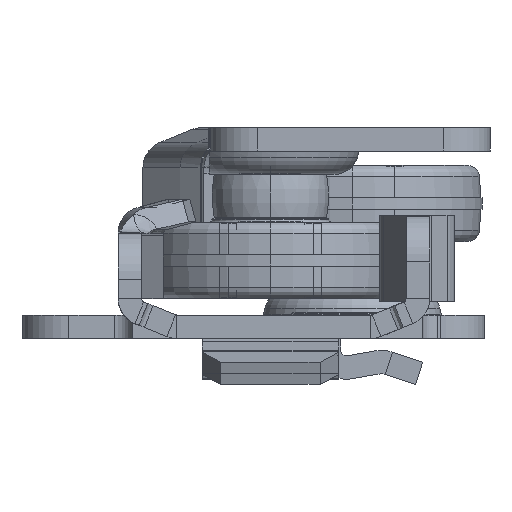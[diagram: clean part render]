
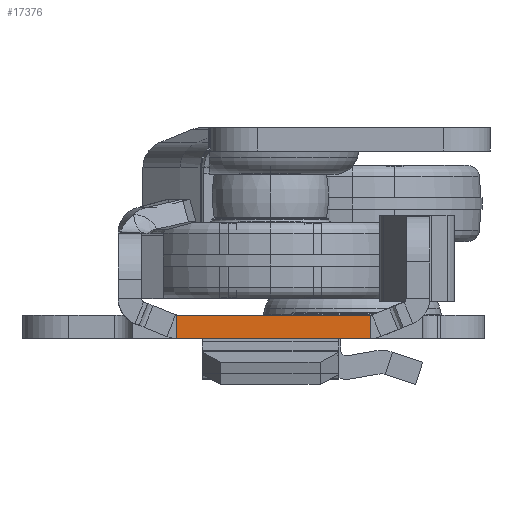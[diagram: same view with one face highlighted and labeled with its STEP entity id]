
A CAD part, left-side view. The second image highlights one B-rep face of the part: STEP entity #17376.
In plain terms, the highlighted planar face has unit normal (-1, 0, 0).
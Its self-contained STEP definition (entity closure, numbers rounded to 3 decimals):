
#157 = VECTOR ( 'NONE', #2074, 1000. ) ;
#182 = DIRECTION ( 'NONE',  ( 0., 1., 0. ) ) ;
#817 = LINE ( 'NONE', #15695, #157 ) ;
#959 = LINE ( 'NONE', #17458, #11571 ) ;
#1725 = CARTESIAN_POINT ( 'NONE',  ( -549.5, 7.022, 0. ) ) ;
#1772 = VERTEX_POINT ( 'NONE', #16032 ) ;
#2050 = DIRECTION ( 'NONE',  ( 0., 0., -1. ) ) ;
#2074 = DIRECTION ( 'NONE',  ( 0., 1., 0. ) ) ;
#2966 = FACE_OUTER_BOUND ( 'NONE', #12624, .T. ) ;
#3166 = VECTOR ( 'NONE', #12237, 1000. ) ;
#4392 = ORIENTED_EDGE ( 'NONE', *, *, #17196, .T. ) ;
#5192 = CARTESIAN_POINT ( 'NONE',  ( -549.5, 7.022, 2. ) ) ;
#7037 = ORIENTED_EDGE ( 'NONE', *, *, #14296, .F. ) ;
#8369 = ORIENTED_EDGE ( 'NONE', *, *, #13165, .F. ) ;
#8383 = DIRECTION ( 'NONE',  ( -1., 0., 0. ) ) ;
#9838 = CARTESIAN_POINT ( 'NONE',  ( -549.5, -9.522, 2. ) ) ;
#9916 = VERTEX_POINT ( 'NONE', #15824 ) ;
#10411 = ORIENTED_EDGE ( 'NONE', *, *, #17512, .F. ) ;
#10491 = AXIS2_PLACEMENT_3D ( 'NONE', #12440, #8383, #182 ) ;
#10979 = PLANE ( 'NONE',  #10491 ) ;
#11435 = LINE ( 'NONE', #14583, #14544 ) ;
#11571 = VECTOR ( 'NONE', #2050, 1000. ) ;
#12237 = DIRECTION ( 'NONE',  ( 0., 0., 1. ) ) ;
#12440 = CARTESIAN_POINT ( 'NONE',  ( -549.5, -11.5, 2. ) ) ;
#12624 = EDGE_LOOP ( 'NONE', ( #7037, #4392, #8369, #10411 ) ) ;
#12787 = DIRECTION ( 'NONE',  ( 0., 1., 0. ) ) ;
#13165 = EDGE_CURVE ( 'NONE', #15834, #9916, #17637, .T. ) ;
#14296 = EDGE_CURVE ( 'NONE', #15751, #1772, #959, .T. ) ;
#14544 = VECTOR ( 'NONE', #12787, 1000. ) ;
#14583 = CARTESIAN_POINT ( 'NONE',  ( -549.5, -21.25, 0. ) ) ;
#15695 = CARTESIAN_POINT ( 'NONE',  ( -549.5, -11.5, 2. ) ) ;
#15751 = VERTEX_POINT ( 'NONE', #9838 ) ;
#15824 = CARTESIAN_POINT ( 'NONE',  ( -549.5, 7.022, 2. ) ) ;
#15834 = VERTEX_POINT ( 'NONE', #1725 ) ;
#16032 = CARTESIAN_POINT ( 'NONE',  ( -549.5, -9.522, 0. ) ) ;
#17196 = EDGE_CURVE ( 'NONE', #15751, #9916, #817, .T. ) ;
#17376 = ADVANCED_FACE ( 'NONE', ( #2966 ), #10979, .T. ) ;
#17458 = CARTESIAN_POINT ( 'NONE',  ( -549.5, -9.522, 2. ) ) ;
#17512 = EDGE_CURVE ( 'NONE', #1772, #15834, #11435, .T. ) ;
#17637 = LINE ( 'NONE', #5192, #3166 ) ;
